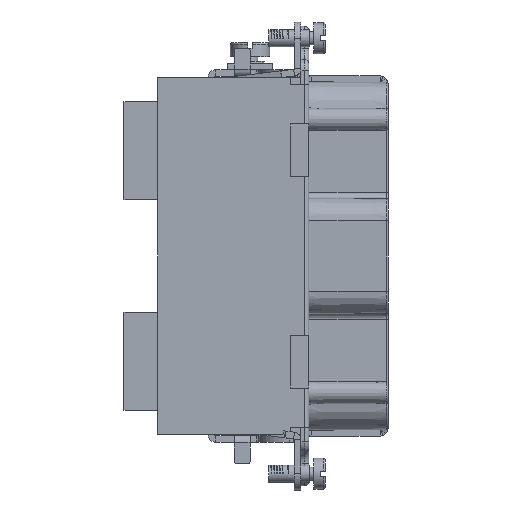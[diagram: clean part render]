
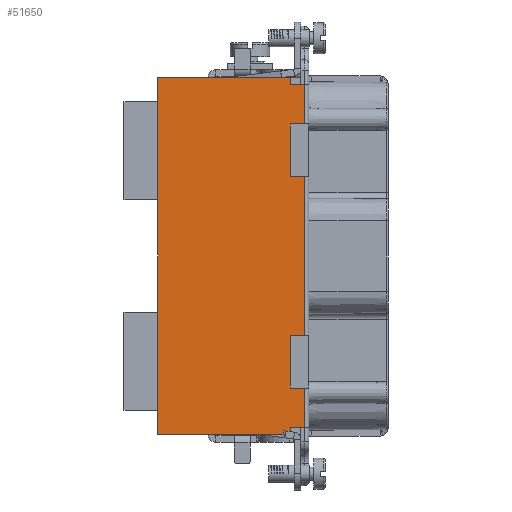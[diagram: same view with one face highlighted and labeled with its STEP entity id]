
A CAD part, left-side view. The second image highlights one B-rep face of the part: STEP entity #51650.
In plain terms, the highlighted planar face has unit normal (-1, 0, 0).
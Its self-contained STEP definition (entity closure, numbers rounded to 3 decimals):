
#4341=DIRECTION('',(0.,0.,1.));
#4342=VECTOR('',#4341,0.825);
#4343=CARTESIAN_POINT('',(-16.9,3.3,-31.275));
#4344=LINE('',#4343,#4342);
#4345=DIRECTION('',(0.,0.,1.));
#4346=VECTOR('',#4345,1.3);
#4347=CARTESIAN_POINT('',(-16.9,3.3,30.45));
#4348=LINE('',#4347,#4346);
#4369=DIRECTION('',(0.,0.,1.));
#4370=VECTOR('',#4369,9.3);
#4371=CARTESIAN_POINT('',(-16.9,3.3,14.2));
#4372=LINE('',#4371,#4370);
#4373=DIRECTION('',(0.,0.,1.));
#4374=VECTOR('',#4373,9.3);
#4375=CARTESIAN_POINT('',(-16.9,3.3,-23.5));
#4376=LINE('',#4375,#4374);
#7401=DIRECTION('',(0.,0.,1.));
#7402=VECTOR('',#7401,63.5);
#7403=CARTESIAN_POINT('',(-16.9,26.9,-31.75));
#7404=LINE('',#7403,#7402);
#10803=DIRECTION('',(0.,1.,0.));
#10804=VECTOR('',#10803,1.692);
#10805=CARTESIAN_POINT('',(-16.9,3.3,31.75));
#10806=LINE('',#10805,#10804);
#10831=DIRECTION('',(0.,1.,0.));
#10832=VECTOR('',#10831,21.7);
#10833=CARTESIAN_POINT('',(-16.9,5.2,31.75));
#10834=LINE('',#10833,#10832);
#10839=DIRECTION('',(0.,-1.,0.));
#10840=VECTOR('',#10839,2.5);
#10841=CARTESIAN_POINT('',(-16.9,3.3,14.2));
#10842=LINE('',#10841,#10840);
#10843=DIRECTION('',(0.,-1.,0.));
#10844=VECTOR('',#10843,2.5);
#10845=CARTESIAN_POINT('',(-16.9,3.3,-23.5));
#10846=LINE('',#10845,#10844);
#10847=DIRECTION('',(0.,1.,0.));
#10848=VECTOR('',#10847,22.306);
#10849=CARTESIAN_POINT('',(-16.9,4.594,-31.75));
#10850=LINE('',#10849,#10848);
#10851=DIRECTION('',(0.,-1.,0.));
#10852=VECTOR('',#10851,2.5);
#10853=CARTESIAN_POINT('',(-16.9,3.3,30.45));
#10854=LINE('',#10853,#10852);
#10888=DIRECTION('',(0.,-1.,0.));
#10889=VECTOR('',#10888,2.5);
#10890=CARTESIAN_POINT('',(-16.9,3.3,23.5));
#10891=LINE('',#10890,#10889);
#10901=DIRECTION('',(0.,0.,1.));
#10902=VECTOR('',#10901,6.95);
#10903=CARTESIAN_POINT('',(-16.9,0.8,23.5));
#10904=LINE('',#10903,#10902);
#10909=DIRECTION('',(0.,0.,1.));
#10910=VECTOR('',#10909,28.4);
#10911=CARTESIAN_POINT('',(-16.9,0.8,-14.2));
#10912=LINE('',#10911,#10910);
#10921=DIRECTION('',(0.,-1.,0.));
#10922=VECTOR('',#10921,2.5);
#10923=CARTESIAN_POINT('',(-16.9,3.3,-14.2));
#10924=LINE('',#10923,#10922);
#10963=DIRECTION('',(0.,0.,1.));
#10964=VECTOR('',#10963,6.95);
#10965=CARTESIAN_POINT('',(-16.9,0.8,-30.45));
#10966=LINE('',#10965,#10964);
#10975=DIRECTION('',(0.,-1.,0.));
#10976=VECTOR('',#10975,2.5);
#10977=CARTESIAN_POINT('',(-16.9,3.3,-30.45));
#10978=LINE('',#10977,#10976);
#13423=DIRECTION('',(0.,0.122,-0.993));
#13424=VECTOR('',#13423,0.629);
#13425=CARTESIAN_POINT('',(-16.9,4.518,-31.126));
#13426=LINE('',#13425,#13424);
#13452=DIRECTION('',(0.,-0.993,-0.122));
#13453=VECTOR('',#13452,1.227);
#13454=CARTESIAN_POINT('',(-16.9,4.518,-31.126));
#13455=LINE('',#13454,#13453);
#16372=DIRECTION('',(0.,-0.993,0.122));
#16373=VECTOR('',#16372,0.206);
#16374=CARTESIAN_POINT('',(-16.9,5.197,31.725));
#16375=LINE('',#16374,#16373);
#16397=DIRECTION('',(0.,0.122,0.993));
#16398=VECTOR('',#16397,0.025);
#16399=CARTESIAN_POINT('',(-16.9,5.197,31.725));
#16400=LINE('',#16399,#16398);
#33736=CARTESIAN_POINT('',(-16.9,0.8,-30.45));
#33737=VERTEX_POINT('',#33736);
#33786=CARTESIAN_POINT('',(-16.9,0.8,14.2));
#33787=VERTEX_POINT('',#33786);
#33788=CARTESIAN_POINT('',(-16.9,0.8,-14.2));
#33789=VERTEX_POINT('',#33788);
#33790=CARTESIAN_POINT('',(-16.9,0.8,-23.5));
#33791=VERTEX_POINT('',#33790);
#33792=CARTESIAN_POINT('',(-16.9,0.8,23.5));
#33793=VERTEX_POINT('',#33792);
#33794=CARTESIAN_POINT('',(-16.9,0.8,30.45));
#33795=VERTEX_POINT('',#33794);
#35633=CARTESIAN_POINT('',(-16.9,26.9,-31.75));
#35635=VERTEX_POINT('',#35633);
#35636=CARTESIAN_POINT('',(-16.9,26.9,31.75));
#35637=VERTEX_POINT('',#35636);
#35748=CARTESIAN_POINT('',(-16.9,3.3,-30.45));
#35750=VERTEX_POINT('',#35748);
#35786=CARTESIAN_POINT('',(-16.9,3.3,14.2));
#35787=VERTEX_POINT('',#35786);
#35789=CARTESIAN_POINT('',(-16.9,3.3,-14.2));
#35791=VERTEX_POINT('',#35789);
#35794=CARTESIAN_POINT('',(-16.9,3.3,-23.5));
#35795=VERTEX_POINT('',#35794);
#35796=CARTESIAN_POINT('',(-16.9,3.3,23.5));
#35797=VERTEX_POINT('',#35796);
#35798=CARTESIAN_POINT('',(-16.9,3.3,30.45));
#35799=VERTEX_POINT('',#35798);
#35920=CARTESIAN_POINT('',(-16.9,5.197,31.725));
#35921=CARTESIAN_POINT('',(-16.9,5.2,31.75));
#35922=VERTEX_POINT('',#35920);
#35923=VERTEX_POINT('',#35921);
#35938=CARTESIAN_POINT('',(-16.9,4.992,31.75));
#35939=VERTEX_POINT('',#35938);
#35950=CARTESIAN_POINT('',(-16.9,4.594,-31.75));
#35952=VERTEX_POINT('',#35950);
#35954=CARTESIAN_POINT('',(-16.9,4.518,-31.126));
#35955=VERTEX_POINT('',#35954);
#35956=CARTESIAN_POINT('',(-16.9,3.3,-31.275));
#35957=VERTEX_POINT('',#35956);
#35966=CARTESIAN_POINT('',(-16.9,3.3,31.75));
#35967=VERTEX_POINT('',#35966);
#51609=CARTESIAN_POINT('',(-16.9,0.,-31.75));
#51610=DIRECTION('',(-1.,0.,0.));
#51611=DIRECTION('',(0.,0.,1.));
#51612=AXIS2_PLACEMENT_3D('',#51609,#51610,#51611);
#51613=PLANE('',#51612);
#51614=ORIENTED_EDGE('',*,*,#45601,.F.);
#51616=ORIENTED_EDGE('',*,*,#51615,.T.);
#51618=ORIENTED_EDGE('',*,*,#51617,.F.);
#51620=ORIENTED_EDGE('',*,*,#51619,.F.);
#51621=ORIENTED_EDGE('',*,*,#45619,.F.);
#51623=ORIENTED_EDGE('',*,*,#51622,.T.);
#51625=ORIENTED_EDGE('',*,*,#51624,.F.);
#51627=ORIENTED_EDGE('',*,*,#51626,.F.);
#51628=ORIENTED_EDGE('',*,*,#45519,.F.);
#51630=ORIENTED_EDGE('',*,*,#51629,.F.);
#51632=ORIENTED_EDGE('',*,*,#51631,.T.);
#51634=ORIENTED_EDGE('',*,*,#51633,.T.);
#51635=ORIENTED_EDGE('',*,*,#47745,.T.);
#51636=ORIENTED_EDGE('',*,*,#51596,.F.);
#51638=ORIENTED_EDGE('',*,*,#51637,.F.);
#51640=ORIENTED_EDGE('',*,*,#51639,.T.);
#51641=ORIENTED_EDGE('',*,*,#51582,.F.);
#51642=ORIENTED_EDGE('',*,*,#45533,.F.);
#51643=ORIENTED_EDGE('',*,*,#51555,.T.);
#51645=ORIENTED_EDGE('',*,*,#51644,.F.);
#51647=ORIENTED_EDGE('',*,*,#51646,.F.);
#51648=EDGE_LOOP('',(#51614,#51616,#51618,#51620,#51621,#51623,#51625,#51627,
#51628,#51630,#51632,#51634,#51635,#51636,#51638,#51640,#51641,#51642,#51643,
#51645,#51647));
#51649=FACE_OUTER_BOUND('',#51648,.F.);
#51650=ADVANCED_FACE('',(#51649),#51613,.T.);
#45519=EDGE_CURVE('',#35957,#35750,#4344,.T.);
#45533=EDGE_CURVE('',#35799,#35967,#4348,.T.);
#45601=EDGE_CURVE('',#35787,#35797,#4372,.T.);
#45619=EDGE_CURVE('',#35795,#35791,#4376,.T.);
#47745=EDGE_CURVE('',#35635,#35637,#7404,.T.);
#51555=EDGE_CURVE('',#35799,#33795,#10854,.T.);
#51582=EDGE_CURVE('',#35967,#35939,#10806,.T.);
#51596=EDGE_CURVE('',#35923,#35637,#10834,.T.);
#51615=EDGE_CURVE('',#35787,#33787,#10842,.T.);
#51617=EDGE_CURVE('',#33789,#33787,#10912,.T.);
#51619=EDGE_CURVE('',#35791,#33789,#10924,.T.);
#51622=EDGE_CURVE('',#35795,#33791,#10846,.T.);
#51624=EDGE_CURVE('',#33737,#33791,#10966,.T.);
#51626=EDGE_CURVE('',#35750,#33737,#10978,.T.);
#51629=EDGE_CURVE('',#35955,#35957,#13455,.T.);
#51631=EDGE_CURVE('',#35955,#35952,#13426,.T.);
#51633=EDGE_CURVE('',#35952,#35635,#10850,.T.);
#51637=EDGE_CURVE('',#35922,#35923,#16400,.T.);
#51639=EDGE_CURVE('',#35922,#35939,#16375,.T.);
#51644=EDGE_CURVE('',#33793,#33795,#10904,.T.);
#51646=EDGE_CURVE('',#35797,#33793,#10891,.T.);
